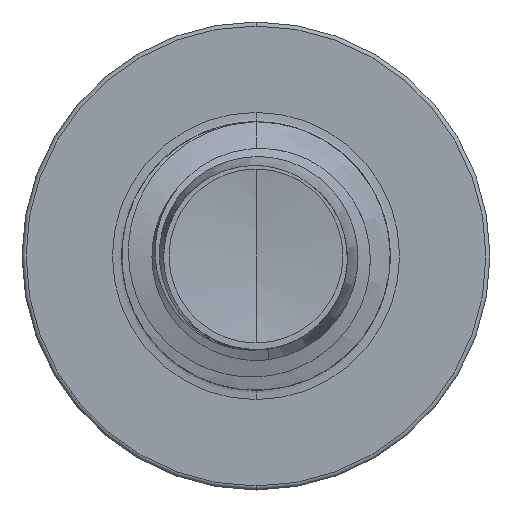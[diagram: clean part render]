
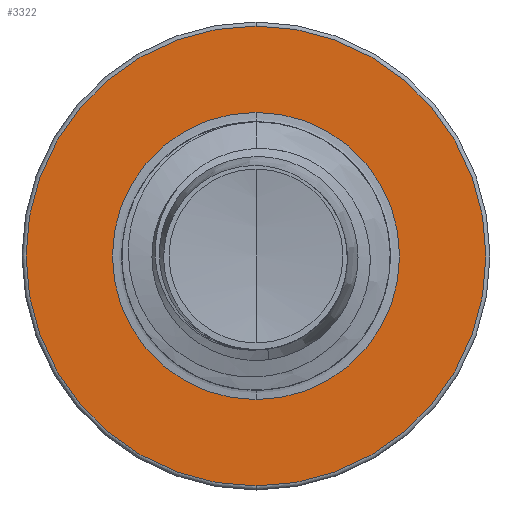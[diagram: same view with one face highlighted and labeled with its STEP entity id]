
A CAD part, front view. The second image highlights one B-rep face of the part: STEP entity #3322.
In plain terms, the highlighted planar face has unit normal (0, -1, 0).
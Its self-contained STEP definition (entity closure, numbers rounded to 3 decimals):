
#256 = DIRECTION ( 'NONE',  ( 0., 0., 1. ) ) ;
#506 = VERTEX_POINT ( 'NONE', #31321 ) ;
#971 = DIRECTION ( 'NONE',  ( 0., 1., 0. ) ) ;
#1389 = EDGE_CURVE ( 'NONE', #33570, #12052, #4890, .T. ) ;
#1598 = CARTESIAN_POINT ( 'NONE',  ( 0., 12.5, -1.872 ) ) ;
#2876 = EDGE_LOOP ( 'NONE', ( #28693, #10830 ) ) ;
#3322 = ADVANCED_FACE ( 'NONE', ( #13395, #27435 ), #22747, .F. ) ;
#4890 = CIRCLE ( 'NONE', #26729, 1.872 ) ;
#4904 = CARTESIAN_POINT ( 'NONE',  ( 0., 12.5, 0. ) ) ;
#5848 = CIRCLE ( 'NONE', #20341, 2.998 ) ;
#7571 = DIRECTION ( 'NONE',  ( 0., 0., 1. ) ) ;
#7971 = CARTESIAN_POINT ( 'NONE',  ( 0., 12.5, -1.872 ) ) ;
#8712 = CIRCLE ( 'NONE', #12578, 2.998 ) ;
#10320 = EDGE_CURVE ( 'NONE', #12052, #33570, #26568, .T. ) ;
#10830 = ORIENTED_EDGE ( 'NONE', *, *, #1389, .T. ) ;
#11922 = EDGE_CURVE ( 'NONE', #26831, #506, #5848, .T. ) ;
#12052 = VERTEX_POINT ( 'NONE', #32689 ) ;
#12216 = DIRECTION ( 'NONE',  ( 0., 1., 0. ) ) ;
#12448 = CARTESIAN_POINT ( 'NONE',  ( 0., 12.5, 0. ) ) ;
#12578 = AXIS2_PLACEMENT_3D ( 'NONE', #31981, #16070, #256 ) ;
#13211 = EDGE_CURVE ( 'NONE', #506, #26831, #8712, .T. ) ;
#13395 = FACE_OUTER_BOUND ( 'NONE', #13675, .T. ) ;
#13675 = EDGE_LOOP ( 'NONE', ( #19869, #19192 ) ) ;
#15118 = DIRECTION ( 'NONE',  ( 0., 0., 1. ) ) ;
#16070 = DIRECTION ( 'NONE',  ( 0., 1., 0. ) ) ;
#16778 = CARTESIAN_POINT ( 'NONE',  ( 0., 12.5, 0. ) ) ;
#19192 = ORIENTED_EDGE ( 'NONE', *, *, #13211, .F. ) ;
#19466 = DIRECTION ( 'NONE',  ( 0., 0., 1. ) ) ;
#19869 = ORIENTED_EDGE ( 'NONE', *, *, #11922, .F. ) ;
#20341 = AXIS2_PLACEMENT_3D ( 'NONE', #16778, #971, #19466 ) ;
#22747 = PLANE ( 'NONE',  #27156 ) ;
#23407 = DIRECTION ( 'NONE',  ( 0., 1., 0. ) ) ;
#26568 = CIRCLE ( 'NONE', #30514, 1.872 ) ;
#26729 = AXIS2_PLACEMENT_3D ( 'NONE', #12448, #30989, #15118 ) ;
#26831 = VERTEX_POINT ( 'NONE', #33351 ) ;
#27156 = AXIS2_PLACEMENT_3D ( 'NONE', #1598, #12216, #30768 ) ;
#27435 = FACE_BOUND ( 'NONE', #2876, .T. ) ;
#28693 = ORIENTED_EDGE ( 'NONE', *, *, #10320, .T. ) ;
#30514 = AXIS2_PLACEMENT_3D ( 'NONE', #4904, #23407, #7571 ) ;
#30768 = DIRECTION ( 'NONE',  ( 0., 0., 1. ) ) ;
#30989 = DIRECTION ( 'NONE',  ( 0., 1., 0. ) ) ;
#31321 = CARTESIAN_POINT ( 'NONE',  ( 0., 12.5, -2.997 ) ) ;
#31981 = CARTESIAN_POINT ( 'NONE',  ( 0., 12.5, 0. ) ) ;
#32689 = CARTESIAN_POINT ( 'NONE',  ( 0., 12.5, 1.872 ) ) ;
#33351 = CARTESIAN_POINT ( 'NONE',  ( 0., 12.5, 2.998 ) ) ;
#33570 = VERTEX_POINT ( 'NONE', #7971 ) ;
